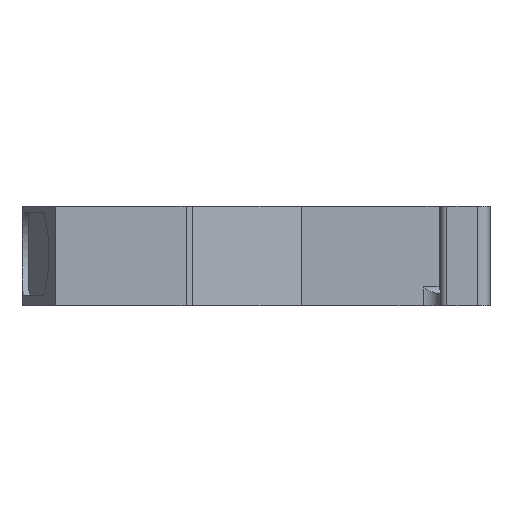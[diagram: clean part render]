
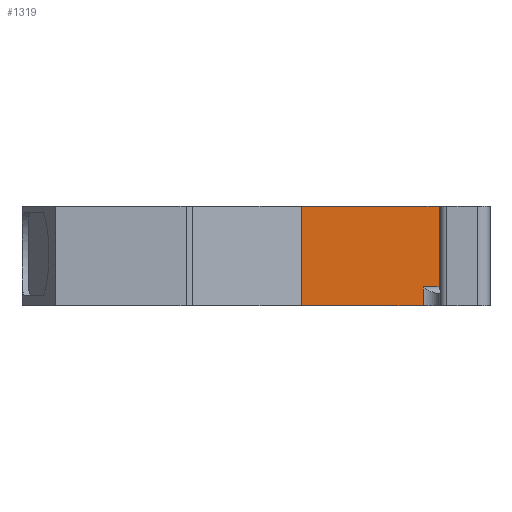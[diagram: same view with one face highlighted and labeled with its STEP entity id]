
A CAD part, left-side view. The second image highlights one B-rep face of the part: STEP entity #1319.
In plain terms, the highlighted planar face has unit normal (-1, 0, 0).
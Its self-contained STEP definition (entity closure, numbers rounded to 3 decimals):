
#258 = CARTESIAN_POINT ( 'NONE',  ( -0.56, 34.506, 47.146 ) ) ;
#355 = DIRECTION ( 'NONE',  ( 0., -1., 0. ) ) ;
#1185 = CARTESIAN_POINT ( 'NONE',  ( -0.56, 34.506, 39.146 ) ) ;
#1319 = ADVANCED_FACE ( 'NONE', ( #3818 ), #3679, .T. ) ;
#1335 = CARTESIAN_POINT ( 'NONE',  ( -0.56, 34.506, 47.146 ) ) ;
#1410 = VERTEX_POINT ( 'NONE', #7123 ) ;
#1462 = EDGE_LOOP ( 'NONE', ( #7521, #5406, #4395, #3653, #10449, #7690 ) ) ;
#1481 = LINE ( 'NONE', #258, #1686 ) ;
#1686 = VECTOR ( 'NONE', #355, 1000. ) ;
#2216 = EDGE_CURVE ( 'NONE', #7797, #1410, #5539, .T. ) ;
#2336 = EDGE_CURVE ( 'NONE', #5246, #10817, #1481, .T. ) ;
#2484 = CARTESIAN_POINT ( 'NONE',  ( -0.56, 34.506, 40.646 ) ) ;
#3341 = DIRECTION ( 'NONE',  ( 0., -1., 0. ) ) ;
#3516 = DIRECTION ( 'NONE',  ( 0., 0., -1. ) ) ;
#3653 = ORIENTED_EDGE ( 'NONE', *, *, #8362, .T. ) ;
#3679 = PLANE ( 'NONE',  #5126 ) ;
#3818 = FACE_OUTER_BOUND ( 'NONE', #1462, .T. ) ;
#3947 = CARTESIAN_POINT ( 'NONE',  ( -0.56, 34.506, 39.146 ) ) ;
#3968 = EDGE_CURVE ( 'NONE', #4410, #7797, #5321, .T. ) ;
#4315 = EDGE_CURVE ( 'NONE', #10937, #5246, #10676, .T. ) ;
#4395 = ORIENTED_EDGE ( 'NONE', *, *, #4315, .F. ) ;
#4410 = VERTEX_POINT ( 'NONE', #8836 ) ;
#4419 = CARTESIAN_POINT ( 'NONE',  ( -0.56, 34.506, 39.146 ) ) ;
#4437 = DIRECTION ( 'NONE',  ( -1., 0., 0. ) ) ;
#5126 = AXIS2_PLACEMENT_3D ( 'NONE', #4419, #4437, #9536 ) ;
#5246 = VERTEX_POINT ( 'NONE', #1335 ) ;
#5321 = LINE ( 'NONE', #7193, #7772 ) ;
#5406 = ORIENTED_EDGE ( 'NONE', *, *, #2336, .F. ) ;
#5539 = LINE ( 'NONE', #2484, #5667 ) ;
#5667 = VECTOR ( 'NONE', #6632, 1000. ) ;
#5982 = VECTOR ( 'NONE', #3516, 1000. ) ;
#6632 = DIRECTION ( 'NONE',  ( 0., -1., 0. ) ) ;
#7123 = CARTESIAN_POINT ( 'NONE',  ( -0.56, 23.379, 40.646 ) ) ;
#7193 = CARTESIAN_POINT ( 'NONE',  ( -0.56, 24.664, 40.146 ) ) ;
#7214 = DIRECTION ( 'NONE',  ( 0., 0., 1. ) ) ;
#7474 = LINE ( 'NONE', #3947, #10222 ) ;
#7521 = ORIENTED_EDGE ( 'NONE', *, *, #11360, .F. ) ;
#7690 = ORIENTED_EDGE ( 'NONE', *, *, #2216, .T. ) ;
#7772 = VECTOR ( 'NONE', #7214, 1000. ) ;
#7797 = VERTEX_POINT ( 'NONE', #9341 ) ;
#7865 = CARTESIAN_POINT ( 'NONE',  ( -0.56, 23.379, 120.112 ) ) ;
#8362 = EDGE_CURVE ( 'NONE', #10937, #4410, #7474, .T. ) ;
#8625 = CARTESIAN_POINT ( 'NONE',  ( -0.56, 23.379, 47.146 ) ) ;
#8836 = CARTESIAN_POINT ( 'NONE',  ( -0.56, 24.664, 39.146 ) ) ;
#9003 = CARTESIAN_POINT ( 'NONE',  ( -0.56, 34.506, 39.146 ) ) ;
#9041 = DIRECTION ( 'NONE',  ( 0., 0., 1. ) ) ;
#9341 = CARTESIAN_POINT ( 'NONE',  ( -0.56, 24.664, 40.646 ) ) ;
#9536 = DIRECTION ( 'NONE',  ( 0., 0., 1. ) ) ;
#10222 = VECTOR ( 'NONE', #3341, 1000. ) ;
#10449 = ORIENTED_EDGE ( 'NONE', *, *, #3968, .T. ) ;
#10617 = VECTOR ( 'NONE', #9041, 1000. ) ;
#10676 = LINE ( 'NONE', #9003, #10617 ) ;
#10779 = LINE ( 'NONE', #7865, #5982 ) ;
#10817 = VERTEX_POINT ( 'NONE', #8625 ) ;
#10937 = VERTEX_POINT ( 'NONE', #1185 ) ;
#11360 = EDGE_CURVE ( 'NONE', #10817, #1410, #10779, .T. ) ;
